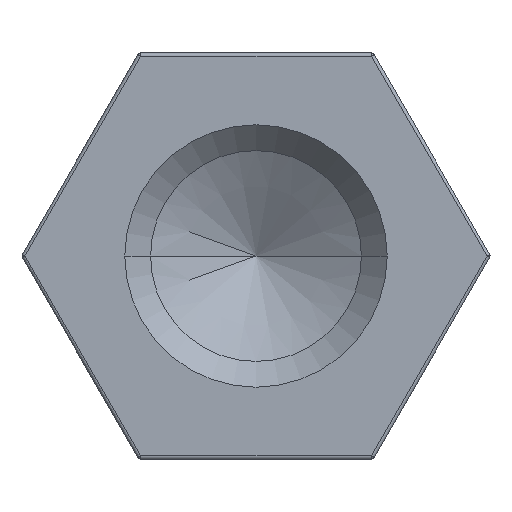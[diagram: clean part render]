
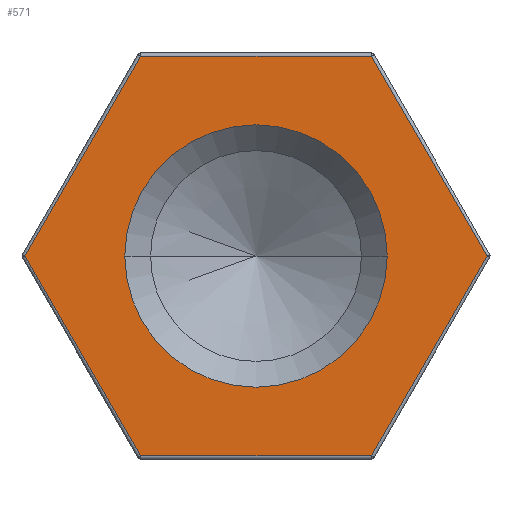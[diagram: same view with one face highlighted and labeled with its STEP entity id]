
A CAD part, left-side view. The second image highlights one B-rep face of the part: STEP entity #571.
In plain terms, the highlighted planar face has unit normal (-1, 0, 0).
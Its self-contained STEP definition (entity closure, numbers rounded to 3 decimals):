
#12 = ORIENTED_EDGE ( 'NONE', *, *, #332, .T. ) ;
#31 = VERTEX_POINT ( 'NONE', #249 ) ;
#51 = AXIS2_PLACEMENT_3D ( 'NONE', #1051, #474, #1145 ) ;
#130 = DIRECTION ( 'NONE',  ( 0., -1., 0. ) ) ;
#136 = VERTEX_POINT ( 'NONE', #412 ) ;
#151 = ORIENTED_EDGE ( 'NONE', *, *, #335, .T. ) ;
#169 = DIRECTION ( 'NONE',  ( 1., 0., 0. ) ) ;
#231 = LINE ( 'NONE', #1319, #1057 ) ;
#249 = CARTESIAN_POINT ( 'NONE',  ( 0., 3.695, 6.4 ) ) ;
#288 = LINE ( 'NONE', #1333, #1277 ) ;
#318 = EDGE_CURVE ( 'NONE', #1248, #1251, #1369, .T. ) ;
#322 = CARTESIAN_POINT ( 'NONE',  ( 0., 0., -6.4 ) ) ;
#325 = EDGE_CURVE ( 'NONE', #819, #1248, #1087, .T. ) ;
#326 = CARTESIAN_POINT ( 'NONE',  ( 0., 5.543, 3.2 ) ) ;
#332 = EDGE_CURVE ( 'NONE', #136, #819, #231, .T. ) ;
#335 = EDGE_CURVE ( 'NONE', #31, #136, #1309, .T. ) ;
#340 = EDGE_CURVE ( 'NONE', #1049, #31, #813, .T. ) ;
#344 = EDGE_CURVE ( 'NONE', #1251, #1049, #288, .T. ) ;
#345 = EDGE_CURVE ( 'NONE', #1219, #471, #783, .T. ) ;
#412 = CARTESIAN_POINT ( 'NONE',  ( 0., 7.39, 0. ) ) ;
#444 = CARTESIAN_POINT ( 'NONE',  ( 0., 4.2, 0. ) ) ;
#468 = DIRECTION ( 'NONE',  ( 0., 0.5, -0.866 ) ) ;
#471 = VERTEX_POINT ( 'NONE', #919 ) ;
#474 = DIRECTION ( 'NONE',  ( 1., 0., 0. ) ) ;
#485 = CARTESIAN_POINT ( 'NONE',  ( 0., 0., 0. ) ) ;
#548 = ORIENTED_EDGE ( 'NONE', *, *, #344, .T. ) ;
#567 = VECTOR ( 'NONE', #468, 1000. ) ;
#571 = ADVANCED_FACE ( 'NONE', ( #828, #1259 ), #1434, .F. ) ;
#577 = EDGE_CURVE ( 'NONE', #471, #1219, #1228, .T. ) ;
#583 = CARTESIAN_POINT ( 'NONE',  ( 0., -5.543, -3.2 ) ) ;
#590 = ORIENTED_EDGE ( 'NONE', *, *, #318, .T. ) ;
#601 = VECTOR ( 'NONE', #130, 1000. ) ;
#603 = ORIENTED_EDGE ( 'NONE', *, *, #340, .T. ) ;
#607 = DIRECTION ( 'NONE',  ( 0., 1., 0. ) ) ;
#686 = DIRECTION ( 'NONE',  ( 0., 1., 0. ) ) ;
#707 = ORIENTED_EDGE ( 'NONE', *, *, #345, .T. ) ;
#744 = ORIENTED_EDGE ( 'NONE', *, *, #577, .T. ) ;
#772 = DIRECTION ( 'NONE',  ( 0., 0.5, 0.866 ) ) ;
#775 = EDGE_LOOP ( 'NONE', ( #707, #744 ) ) ;
#783 = CIRCLE ( 'NONE', #51, 4.2 ) ;
#801 = CARTESIAN_POINT ( 'NONE',  ( 0., 3.695, -6.4 ) ) ;
#813 = LINE ( 'NONE', #1139, #1025 ) ;
#819 = VERTEX_POINT ( 'NONE', #801 ) ;
#820 = CARTESIAN_POINT ( 'NONE',  ( 0., -3.695, 6.4 ) ) ;
#828 = FACE_OUTER_BOUND ( 'NONE', #879, .T. ) ;
#879 = EDGE_LOOP ( 'NONE', ( #548, #603, #151, #12, #1029, #590 ) ) ;
#919 = CARTESIAN_POINT ( 'NONE',  ( 0., -4.2, 0. ) ) ;
#942 = CARTESIAN_POINT ( 'NONE',  ( 0., -3.695, -6.4 ) ) ;
#950 = DIRECTION ( 'NONE',  ( 0., -0.5, -0.866 ) ) ;
#964 = CARTESIAN_POINT ( 'NONE',  ( 0., 0., 0. ) ) ;
#966 = DIRECTION ( 'NONE',  ( 0., 1., 0. ) ) ;
#1025 = VECTOR ( 'NONE', #686, 1000. ) ;
#1029 = ORIENTED_EDGE ( 'NONE', *, *, #325, .T. ) ;
#1049 = VERTEX_POINT ( 'NONE', #820 ) ;
#1051 = CARTESIAN_POINT ( 'NONE',  ( 0., 0., 0. ) ) ;
#1057 = VECTOR ( 'NONE', #950, 1000. ) ;
#1087 = LINE ( 'NONE', #322, #601 ) ;
#1101 = AXIS2_PLACEMENT_3D ( 'NONE', #964, #169, #966 ) ;
#1139 = CARTESIAN_POINT ( 'NONE',  ( 0., 0., 6.4 ) ) ;
#1145 = DIRECTION ( 'NONE',  ( 0., 1., 0. ) ) ;
#1153 = DIRECTION ( 'NONE',  ( 1., 0., 0. ) ) ;
#1219 = VERTEX_POINT ( 'NONE', #444 ) ;
#1223 = AXIS2_PLACEMENT_3D ( 'NONE', #485, #1153, #607 ) ;
#1224 = DIRECTION ( 'NONE',  ( 0., -0.5, 0.866 ) ) ;
#1228 = CIRCLE ( 'NONE', #1223, 4.2 ) ;
#1248 = VERTEX_POINT ( 'NONE', #942 ) ;
#1251 = VERTEX_POINT ( 'NONE', #1318 ) ;
#1259 = FACE_BOUND ( 'NONE', #775, .T. ) ;
#1277 = VECTOR ( 'NONE', #772, 1000. ) ;
#1309 = LINE ( 'NONE', #326, #567 ) ;
#1318 = CARTESIAN_POINT ( 'NONE',  ( 0., -7.39, 0. ) ) ;
#1319 = CARTESIAN_POINT ( 'NONE',  ( 0., 5.543, -3.2 ) ) ;
#1333 = CARTESIAN_POINT ( 'NONE',  ( 0., -5.543, 3.2 ) ) ;
#1340 = VECTOR ( 'NONE', #1224, 1000. ) ;
#1369 = LINE ( 'NONE', #583, #1340 ) ;
#1434 = PLANE ( 'NONE',  #1101 ) ;
